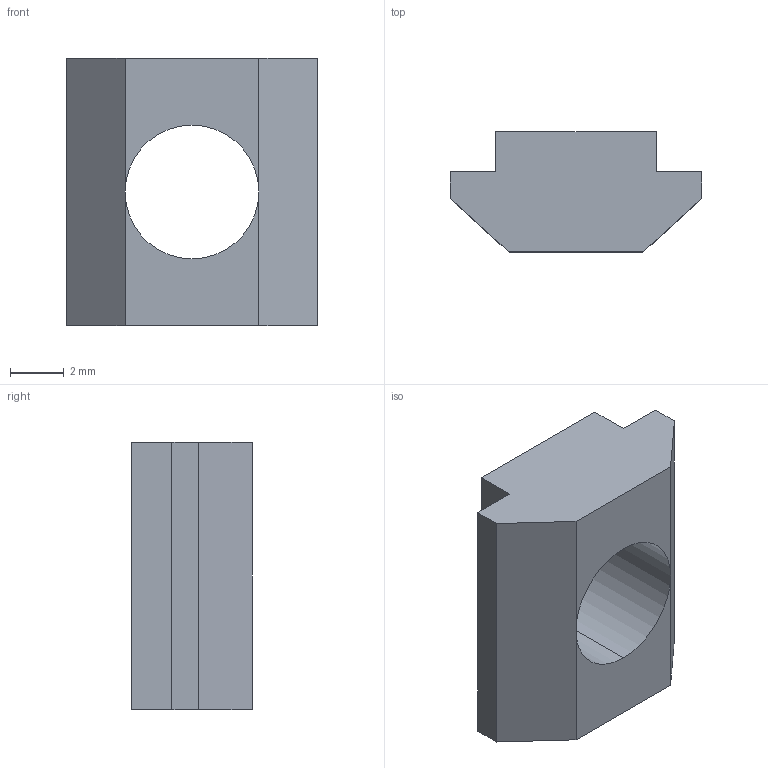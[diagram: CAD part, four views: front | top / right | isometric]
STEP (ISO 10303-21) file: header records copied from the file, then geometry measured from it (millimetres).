
FILE_DESCRIPTION (( 'STEP AP203' ), '1' );
FILE_NAME ('AL-2A36.A31A.01 Ñóõàðü ïàçîâûé ïàç 6, 10 ìì, Ì6.STEP', '2023-12-27T10:37:37', ( '' ), ( '' ), 'SwSTEP 2.0', 'SolidWorks 2021', '' );
FILE_SCHEMA (( 'CONFIG_CONTROL_DESIGN' ));
Length unit declared in the file: millimetre
Products named in the file (1): AL-2A36.A31A.01 Ñóõàðü ïàçîâûé ïàç 6, 10 ìì, Ì6
Bounding box: 9.4 x 4.5 x 10 mm (x, y, z)
Volume: 239.6 mm3; surface area: 350.5 mm2
Topology: 1 solids, 1 shells, 15 faces, 40 edges, 26 vertices
Faces by surface type: plane 13, cylinder 2
Entity records: 545 total; most frequent: CARTESIAN_POINT 82, ORIENTED_EDGE 80, DIRECTION 78, EDGE_CURVE 40, LINE 34, VECTOR 34, VERTEX_POINT 26, AXIS2_PLACEMENT_3D 22
